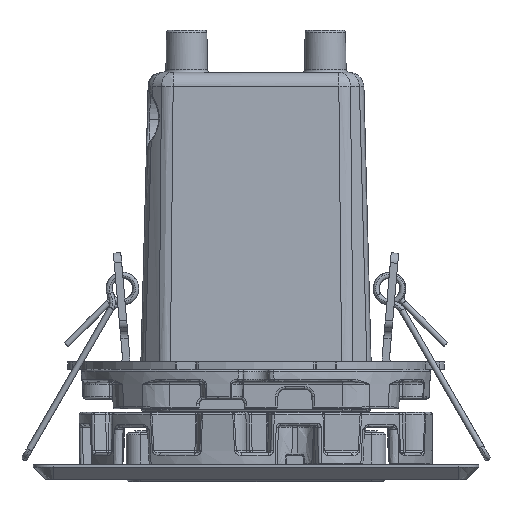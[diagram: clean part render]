
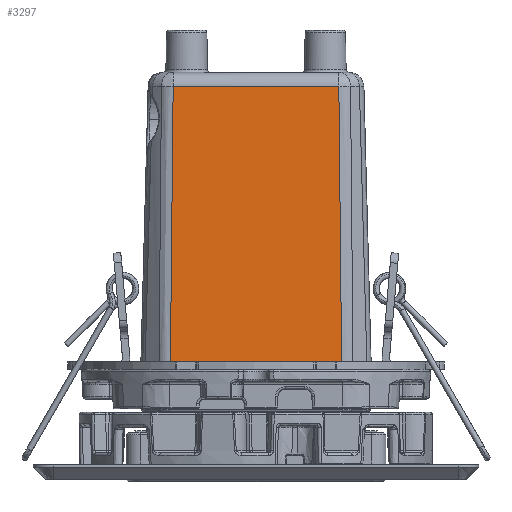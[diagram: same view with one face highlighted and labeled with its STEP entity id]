
A CAD part, front view. The second image highlights one B-rep face of the part: STEP entity #3297.
In plain terms, the highlighted planar face has unit normal (0, -1, 0.026).
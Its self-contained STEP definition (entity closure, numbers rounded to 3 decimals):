
#3297=ADVANCED_FACE('',(#5582),#33670,.T.);
#5582=FACE_OUTER_BOUND('',#7864,.T.);
#7864=EDGE_LOOP('',(#15569,#15570,#15571,#15572));
#15569=ORIENTED_EDGE('',*,*,#23151,.T.);
#15570=ORIENTED_EDGE('',*,*,#23148,.T.);
#15571=ORIENTED_EDGE('',*,*,#23150,.T.);
#15572=ORIENTED_EDGE('',*,*,#23149,.T.);
#23148=EDGE_CURVE('',#32751,#32752,#29801,.T.);
#23149=EDGE_CURVE('',#32754,#32753,#29802,.T.);
#23150=EDGE_CURVE('',#32752,#32754,#29803,.T.);
#23151=EDGE_CURVE('',#32753,#32751,#29804,.T.);
#29801=B_SPLINE_CURVE_WITH_KNOTS('',1,(#105464,#105465),.UNSPECIFIED.,.F.,
 .F.,(2,2),(0.,34.609),.UNSPECIFIED.);
#29802=B_SPLINE_CURVE_WITH_KNOTS('',1,(#105466,#105467),.UNSPECIFIED.,.F.,
 .F.,(2,2),(0.,33.477),.UNSPECIFIED.);
#29803=B_SPLINE_CURVE_WITH_KNOTS('',3,(#105468,#105469,#105470,#105471,
#105472,#105473,#105474),.UNSPECIFIED.,.F.,.F.,(4,3,4),(0.,0.921,
1.),.UNSPECIFIED.);
#29804=B_SPLINE_CURVE_WITH_KNOTS('',3,(#105475,#105476,#105477,#105478,
#105479,#105480,#105481),.UNSPECIFIED.,.F.,.F.,(4,3,4),(0.,0.822,
1.),.UNSPECIFIED.);
#32751=VERTEX_POINT('',#102339);
#32752=VERTEX_POINT('',#102340);
#32753=VERTEX_POINT('',#102341);
#32754=VERTEX_POINT('',#102342);
#33670=PLANE('',#34172);
#34172=AXIS2_PLACEMENT_3D('',#80506,#34590,$);
#34590=DIRECTION('',(0.,-1.,0.026));
#80506=CARTESIAN_POINT('',(-21.375,-19.285,7.236));
#102339=CARTESIAN_POINT('',(-17.305,-20.931,-55.64));
#102340=CARTESIAN_POINT('',(17.305,-20.931,-55.64));
#102341=CARTESIAN_POINT('',(-16.739,-19.449,0.952));
#102342=CARTESIAN_POINT('',(16.739,-19.449,0.952));
#105464=CARTESIAN_POINT('',(-17.305,-20.931,-55.64));
#105465=CARTESIAN_POINT('',(17.305,-20.931,-55.64));
#105466=CARTESIAN_POINT('',(16.739,-19.449,0.952));
#105467=CARTESIAN_POINT('',(-16.739,-19.449,0.952));
#105468=CARTESIAN_POINT('',(17.305,-20.931,-55.64));
#105469=CARTESIAN_POINT('',(17.134,-20.476,-38.271));
#105470=CARTESIAN_POINT('',(16.96,-20.022,-20.903));
#105471=CARTESIAN_POINT('',(16.784,-19.567,-3.535));
#105472=CARTESIAN_POINT('',(16.769,-19.528,-2.039));
#105473=CARTESIAN_POINT('',(16.754,-19.489,-0.543));
#105474=CARTESIAN_POINT('',(16.739,-19.449,0.952));
#105475=CARTESIAN_POINT('',(-16.739,-19.449,0.952));
#105476=CARTESIAN_POINT('',(-16.896,-19.855,-14.557));
#105477=CARTESIAN_POINT('',(-17.052,-20.262,-30.067));
#105478=CARTESIAN_POINT('',(-17.205,-20.668,-45.576));
#105479=CARTESIAN_POINT('',(-17.238,-20.756,-48.931));
#105480=CARTESIAN_POINT('',(-17.272,-20.843,-52.285));
#105481=CARTESIAN_POINT('',(-17.305,-20.931,-55.64));
